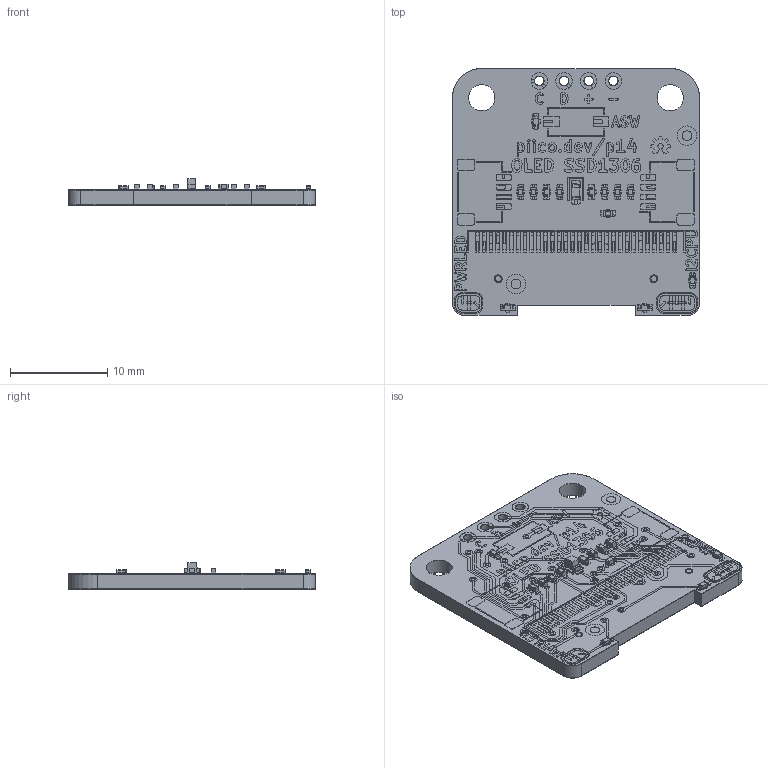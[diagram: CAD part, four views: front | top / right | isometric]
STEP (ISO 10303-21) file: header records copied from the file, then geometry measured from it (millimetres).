
FILE_DESCRIPTION(('KiCad electronic assembly'),'2;1');
FILE_NAME('PiicoDev OLED SSD1306.step','2026-02-21T11:14:06',('Pcbnew'), ('Kicad'),'Open CASCADE STEP processor 7.9','KiCad to STEP converter', 'Unknown');
FILE_SCHEMA(('AUTOMOTIVE_DESIGN { 1 0 10303 214 1 1 1 1 }'));
Length unit declared in the file: millimetre
Products named in the file (12): PiicoDev OLED SSD1306 1; C_0402_1005Metric; R_0402_1005Metric; LED_0603_1608Metric; PiicoDev OLED SSD1306_copper; PiicoDev OLED SSD1306_pad; PiicoDev OLED SSD1306_via; PiicoDev OLED SSD1306_silkscreen; PiicoDev OLED SSD1306_soldermask; PiicoDev OLED SSD1306_PCB
Assembly tree (22 placements, depth 2):
  PiicoDev OLED SSD1306 1
    C_0402_1005Metric  x7
    R_0402_1005Metric  x6
    LED_0603_1608Metric
    PiicoDev OLED SSD1306_copper
    PiicoDev OLED SSD1306_pad
    PiicoDev OLED SSD1306_via
    PiicoDev OLED SSD1306_silkscreen
    PiicoDev OLED SSD1306_silkscreen
    PiicoDev OLED SSD1306_soldermask
    PiicoDev OLED SSD1306_soldermask
    PiicoDev OLED SSD1306_PCB
Bounding box: 25.4 x 25.4 x 2.77 mm (x, y, z)
Volume: 934.3 mm3; surface area: 3335.9 mm2
Topology: 227 solids, 324 shells, 2638 faces, 8660 edges, 6588 vertices
Faces by surface type: plane 1989, cylinder 649
Full cylindrical faces by diameter (mm): 0.35 x27, 0.375 x54, 0.4 x54, 0.8 x12, 0.95 x12, 1 x10, 1.7 x8, 2.7 x2
Entity records: 90108 total; most frequent: CARTESIAN_POINT 16331, DIRECTION 14308, ORIENTED_EDGE 13300, EDGE_CURVE 7888, LINE 6194, VECTOR 6194, VERTEX_POINT 6080, AXIS2_PLACEMENT_3D 4057
